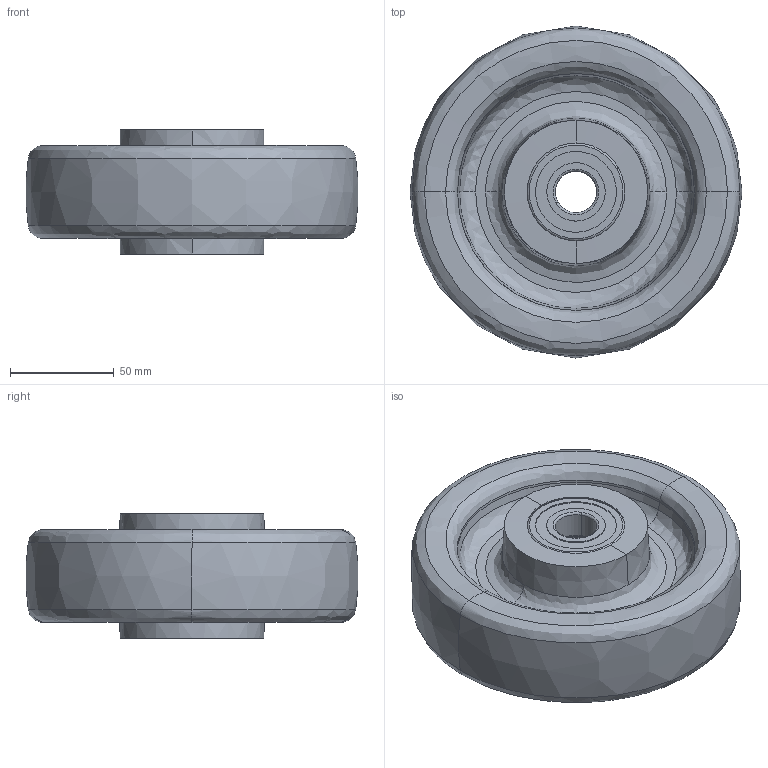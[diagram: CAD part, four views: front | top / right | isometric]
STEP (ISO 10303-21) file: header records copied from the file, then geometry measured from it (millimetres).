
FILE_DESCRIPTION (( 'STEP AP214' ), '1' );
FILE_NAME ('0014311_TPKH-160-45-60-K20.step', '2018-07-13T11:03:07', ( 'Windows-Benutzer' ), ( '' ), 'SwSTEP 2.0', 'SolidWorks 2018', '' );
FILE_SCHEMA (( 'AUTOMOTIVE_DESIGN' ));
Length unit declared in the file: millimetre
Products named in the file (1): 0014311_TPKH-160-45-60-K20
Bounding box: 159.73 x 159.73 x 60 mm (x, y, z)
Surface area: 85511 mm2 (no closed solid volume)
Topology: 0 solids, 6 shells, 80 faces, 180 edges, 112 vertices
Faces by surface type: bspline 26, cone 16, cylinder 14, plane 12, torus 12
Entity records: 3924 total; most frequent: CARTESIAN_POINT 1255, DIRECTION 416, ORIENTED_EDGE 336, AXIS2_PLACEMENT_3D 193, EDGE_CURVE 180, CIRCLE 138, VERTEX_POINT 112, EDGE_LOOP 92
